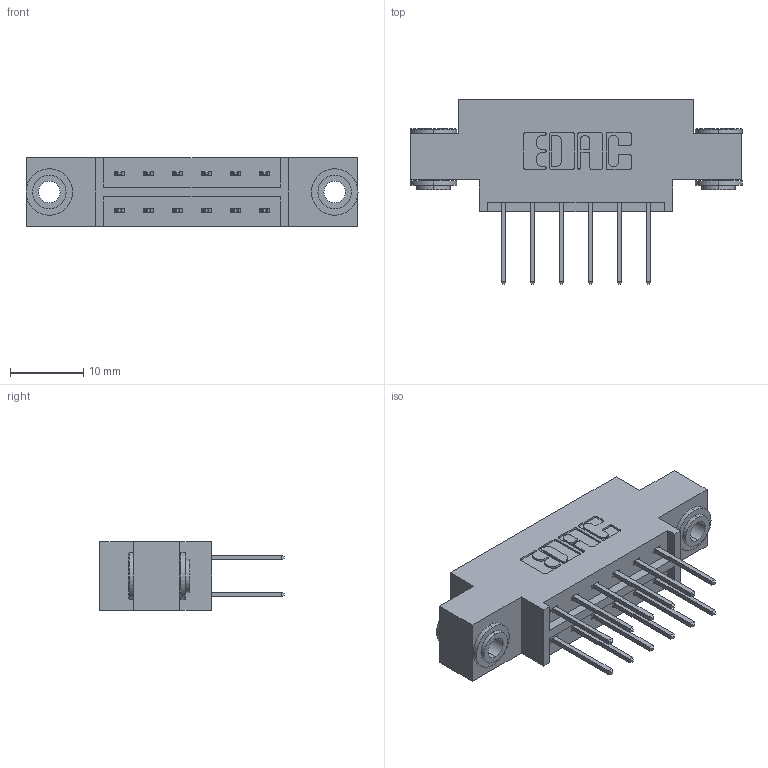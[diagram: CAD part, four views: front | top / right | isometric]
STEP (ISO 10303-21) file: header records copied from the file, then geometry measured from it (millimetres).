
FILE_DESCRIPTION (( 'STEP AP203' ), '1' );
FILE_NAME ('333-012-523-803.STEP', '2018-08-01T00:08:48', ( '' ), ( '' ), 'SwSTEP 2.0', 'SolidWorks 2016', '' );
FILE_SCHEMA (( 'CONFIG_CONTROL_DESIGN' ));
Length unit declared in the file: inch
Products named in the file (4): 333-012-523-803; 333 Part_Offset - .156 Dia - TH; 345-292-001_345-293-123; 345-250-002_345-250-002-102
Assembly tree (15 placements, depth 2):
  333-012-523-803
    333 Part_Offset - .156 Dia - TH
    345-292-001_345-293-123  x12
    345-250-002_345-250-002-102  x2
Bounding box: 45.31 x 25.15 x 9.4 mm (x, y, z)
Volume: 4105.8 mm3; surface area: 5025.4 mm2
Topology: 15 solids, 15 shells, 780 faces, 2259 edges, 1486 vertices
Faces by surface type: plane 516, cylinder 256, cone 8
Entity records: 9316 total; most frequent: CARTESIAN_POINT 1565, ORIENTED_EDGE 1494, DIRECTION 1433, EDGE_CURVE 747, VECTOR 595, LINE 595, VERTEX_POINT 494, AXIS2_PLACEMENT_3D 419
